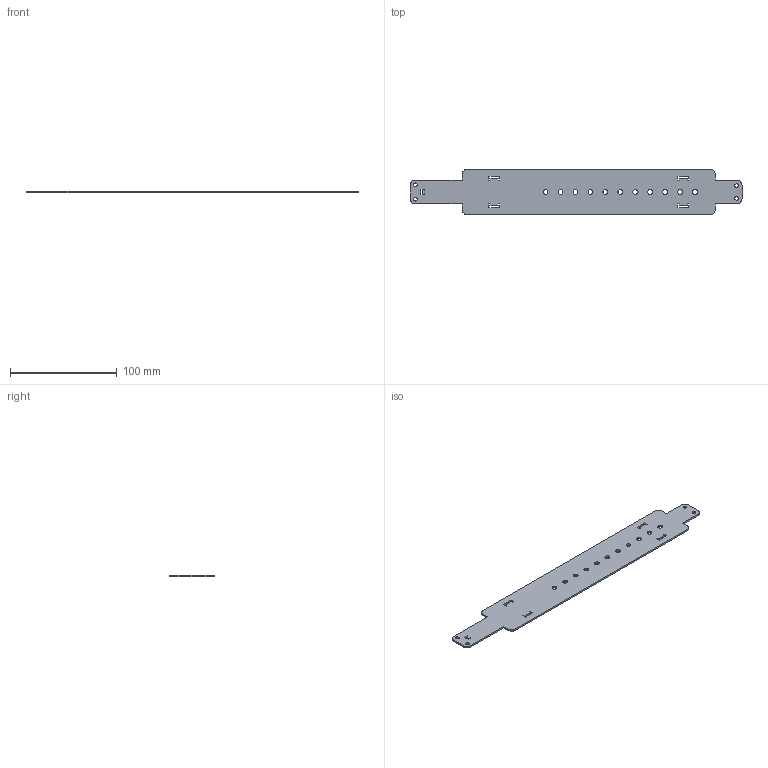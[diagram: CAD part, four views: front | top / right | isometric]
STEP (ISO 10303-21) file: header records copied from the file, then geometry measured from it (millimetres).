
FILE_DESCRIPTION(/* description */ (''),/* implementation_level */ '2;1');
FILE_NAME(/* name */ 'Thelio Major R1.4 GPU Bracket V2.1.step',/* time_stamp */ '2019-05-21T10:31:01-06:00',/* author */ (''),/* organization */ (''),/* preprocessor_version */ 'ST-DEVELOPER v18',/* originating_system */ 'Autodesk Translation Framework v8.2.0.1029',/* authorisation */ '');
FILE_SCHEMA (('AUTOMOTIVE_DESIGN { 1 0 10303 214 3 1 1 }'));
Length unit declared in the file: millimetre
Products named in the file (1): Thelio Major R1.4 GPU Bracket V2.1
Bounding box: 311 x 42.84 x 1.6 mm (x, y, z)
Volume: 18286.4 mm3; surface area: 24510.9 mm2
Topology: 1 solids, 1 shells, 77 faces, 225 edges, 150 vertices
Faces by surface type: plane 54, cylinder 23
Full cylindrical faces by diameter (mm): 3.4 x4, 4.5 x11
Entity records: 2658 total; most frequent: CARTESIAN_POINT 453, ORIENTED_EDGE 450, DIRECTION 427, EDGE_CURVE 225, LINE 179, VECTOR 179, VERTEX_POINT 150, AXIS2_PLACEMENT_3D 124
